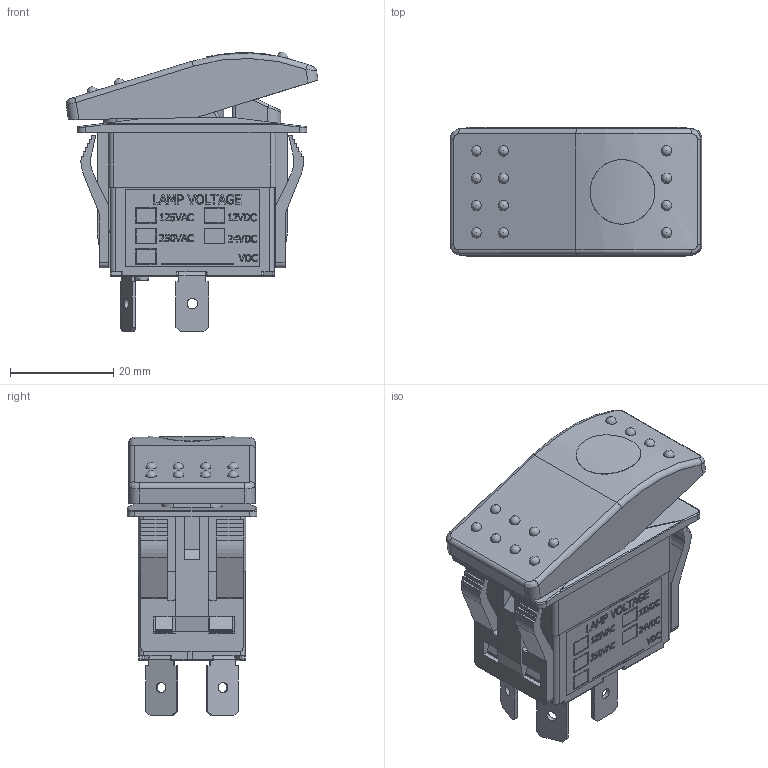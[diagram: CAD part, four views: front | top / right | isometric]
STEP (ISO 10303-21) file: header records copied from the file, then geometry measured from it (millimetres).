
FILE_DESCRIPTION(/* description */ (''),/* implementation_level */ '2;1');
FILE_NAME(/* name */ 'R711FF1-SXXXxxDxNx.stp',/* time_stamp */ '2025-06-02T12:14:30-05:00',/* author */ ('mroman'),/* organization */ (''),/* preprocessor_version */ 'ST-DEVELOPER v18.1',/* originating_system */ 'Autodesk Inventor 2022',/* authorisation */ '');
FILE_SCHEMA (('AUTOMOTIVE_DESIGN { 1 0 10303 214 3 1 1 }'));
Length unit declared in the file: centimetre
Products named in the file (1): R711FF1-SXXXxxDxNx
Bounding box: 48.87 x 25.15 x 54.28 mm (x, y, z)
Volume: 15025 mm3; surface area: 17435.7 mm2
Topology: 2 solids, 2 shells, 1478 faces, 4052 edges, 2620 vertices
Faces by surface type: plane 809, bspline 313, cylinder 293, sphere 43, torus 17, cone 3
Full cylindrical faces by diameter (mm): 1 x2, 1.9 x1, 2 x11, 2.8 x3, 5 x2, 6.4 x1, 7 x2, 12.5 x1
Entity records: 49729 total; most frequent: CARTESIAN_POINT 13898, ORIENTED_EDGE 8030, DIRECTION 6406, EDGE_CURVE 4015, LINE 2644, VECTOR 2644, VERTEX_POINT 2622, AXIS2_PLACEMENT_3D 1881
